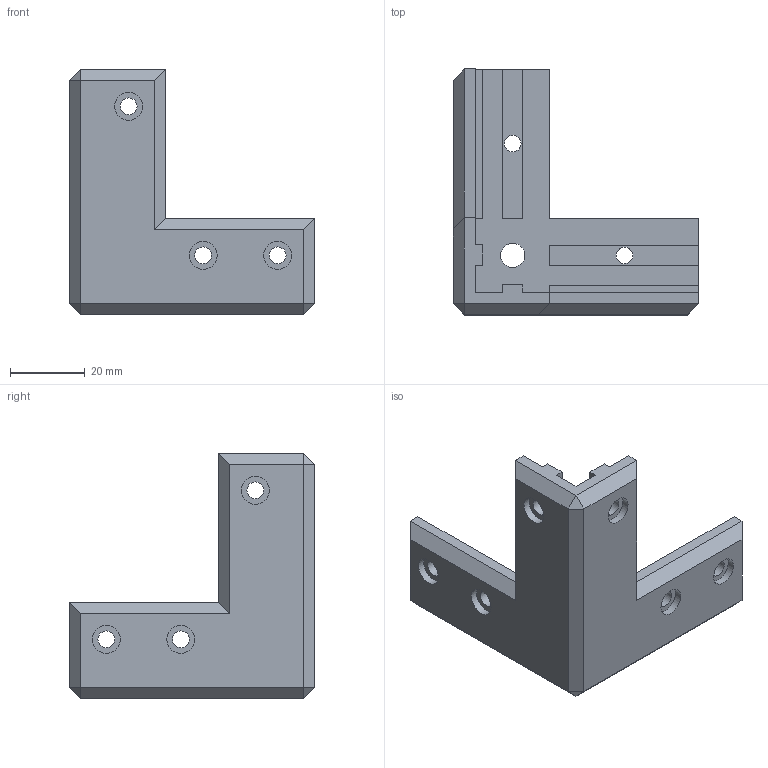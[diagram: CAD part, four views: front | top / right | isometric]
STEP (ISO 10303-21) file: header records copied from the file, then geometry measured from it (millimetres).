
FILE_DESCRIPTION( ( '' ), ' ' );
FILE_NAME( '57566425e4b05334fc42b58e.step', '2016-06-07T06:05:25', ( '' ), ( '' ), ' ', ' ', ' ' );
FILE_SCHEMA( ( 'AUTOMOTIVE_DESIGN { 1 0 10303 214 1 1 1 1 }' ) );
Length unit declared in the file: metre
Products named in the file (1): Part 1
Bounding box: 66 x 66 x 66 mm (x, y, z)
Volume: 41412.4 mm3; surface area: 17550.2 mm2
Topology: 1 solids, 1 shells, 85 faces, 210 edges, 136 vertices
Faces by surface type: plane 67, cylinder 18
Full cylindrical faces by diameter (mm): 4.5 x8, 6.5 x1, 7.5 x8, 9.5 x1
Entity records: 3045 total; most frequent: CARTESIAN_POINT 396, DIRECTION 391, ORIENTED_EDGE 366, EDGE_CURVE 183, LINE 147, VECTOR 147, EDGE_LOOP 130, VERTEX_POINT 127
